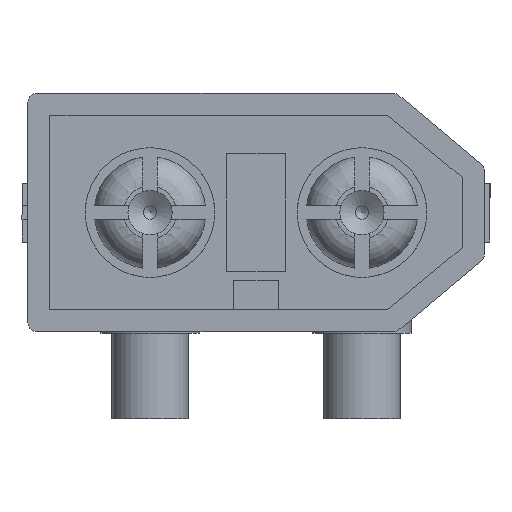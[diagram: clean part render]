
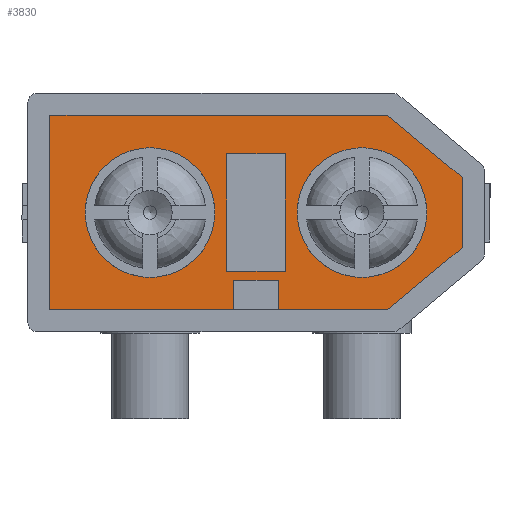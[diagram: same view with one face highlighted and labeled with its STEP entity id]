
A CAD part, front view. The second image highlights one B-rep face of the part: STEP entity #3830.
In plain terms, the highlighted face is planar.
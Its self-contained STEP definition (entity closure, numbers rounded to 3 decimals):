
#2457 = VERTEX_POINT('',#2458);
#2458 = CARTESIAN_POINT('',(-7.,-1.2,6.7));
#2466 = VERTEX_POINT('',#2467);
#2467 = CARTESIAN_POINT('',(-7.,1.2,6.7));
#2473 = EDGE_CURVE('',#2457,#2466,#2474,.T.);
#2474 = LINE('',#2475,#2476);
#2475 = CARTESIAN_POINT('',(-7.,-1.2,6.7));
#2476 = VECTOR('',#2477,1.);
#2477 = DIRECTION('',(0.,1.,0.));
#2488 = VERTEX_POINT('',#2489);
#2489 = CARTESIAN_POINT('',(-4.475,-3.3,6.7));
#2497 = EDGE_CURVE('',#2488,#2457,#2498,.T.);
#2498 = LINE('',#2499,#2500);
#2499 = CARTESIAN_POINT('',(-4.475,-3.3,6.7));
#2500 = VECTOR('',#2501,1.);
#2501 = DIRECTION('',(-0.769,0.639,0.));
#2512 = VERTEX_POINT('',#2513);
#2513 = CARTESIAN_POINT('',(7.,-3.3,6.7));
#2521 = EDGE_CURVE('',#2512,#2488,#2522,.T.);
#2522 = LINE('',#2523,#2524);
#2523 = CARTESIAN_POINT('',(7.,-3.3,6.7));
#2524 = VECTOR('',#2525,1.);
#2525 = DIRECTION('',(-1.,0.,0.));
#2536 = VERTEX_POINT('',#2537);
#2537 = CARTESIAN_POINT('',(7.,3.3,6.7));
#2545 = EDGE_CURVE('',#2536,#2512,#2546,.T.);
#2546 = LINE('',#2547,#2548);
#2547 = CARTESIAN_POINT('',(7.,3.3,6.7));
#2548 = VECTOR('',#2549,1.);
#2549 = DIRECTION('',(0.,-1.,0.));
#2559 = EDGE_CURVE('',#2560,#2562,#2564,.T.);
#2560 = VERTEX_POINT('',#2561);
#2561 = CARTESIAN_POINT('',(-4.475,3.3,6.7));
#2562 = VERTEX_POINT('',#2563);
#2563 = CARTESIAN_POINT('',(-0.75,3.3,6.7));
#2564 = LINE('',#2565,#2566);
#2565 = CARTESIAN_POINT('',(-4.475,3.3,6.7));
#2566 = VECTOR('',#2567,1.);
#2567 = DIRECTION('',(1.,0.,0.));
#2577 = EDGE_CURVE('',#2578,#2536,#2580,.T.);
#2578 = VERTEX_POINT('',#2579);
#2579 = CARTESIAN_POINT('',(0.75,3.3,6.7));
#2580 = LINE('',#2581,#2582);
#2581 = CARTESIAN_POINT('',(-4.475,3.3,6.7));
#2582 = VECTOR('',#2583,1.);
#2583 = DIRECTION('',(1.,0.,0.));
#2618 = EDGE_CURVE('',#2466,#2560,#2619,.T.);
#2619 = LINE('',#2620,#2621);
#2620 = CARTESIAN_POINT('',(-7.,1.2,6.7));
#2621 = VECTOR('',#2622,1.);
#2622 = DIRECTION('',(0.769,0.639,0.));
#3830 = ADVANCED_FACE('',(#3831,#3862,#3873,#3907),#3918,.T.);
#3831 = FACE_BOUND('',#3832,.T.);
#3832 = EDGE_LOOP('',(#3833,#3834,#3835,#3836,#3837,#3838,#3839,#3847,
    #3855,#3861));
#3833 = ORIENTED_EDGE('',*,*,#2618,.F.);
#3834 = ORIENTED_EDGE('',*,*,#2473,.F.);
#3835 = ORIENTED_EDGE('',*,*,#2497,.F.);
#3836 = ORIENTED_EDGE('',*,*,#2521,.F.);
#3837 = ORIENTED_EDGE('',*,*,#2545,.F.);
#3838 = ORIENTED_EDGE('',*,*,#2577,.F.);
#3839 = ORIENTED_EDGE('',*,*,#3840,.T.);
#3840 = EDGE_CURVE('',#2578,#3841,#3843,.T.);
#3841 = VERTEX_POINT('',#3842);
#3842 = CARTESIAN_POINT('',(0.75,2.3,6.7));
#3843 = LINE('',#3844,#3845);
#3844 = CARTESIAN_POINT('',(0.75,4.3,6.7));
#3845 = VECTOR('',#3846,1.);
#3846 = DIRECTION('',(0.,-1.,0.));
#3847 = ORIENTED_EDGE('',*,*,#3848,.T.);
#3848 = EDGE_CURVE('',#3841,#3849,#3851,.T.);
#3849 = VERTEX_POINT('',#3850);
#3850 = CARTESIAN_POINT('',(-0.75,2.3,6.7));
#3851 = LINE('',#3852,#3853);
#3852 = CARTESIAN_POINT('',(0.75,2.3,6.7));
#3853 = VECTOR('',#3854,1.);
#3854 = DIRECTION('',(-1.,0.,0.));
#3855 = ORIENTED_EDGE('',*,*,#3856,.F.);
#3856 = EDGE_CURVE('',#2562,#3849,#3857,.T.);
#3857 = LINE('',#3858,#3859);
#3858 = CARTESIAN_POINT('',(-0.75,4.3,6.7));
#3859 = VECTOR('',#3860,1.);
#3860 = DIRECTION('',(0.,-1.,0.));
#3861 = ORIENTED_EDGE('',*,*,#2559,.F.);
#3862 = FACE_BOUND('',#3863,.T.);
#3863 = EDGE_LOOP('',(#3864));
#3864 = ORIENTED_EDGE('',*,*,#3865,.F.);
#3865 = EDGE_CURVE('',#3866,#3866,#3868,.T.);
#3866 = VERTEX_POINT('',#3867);
#3867 = CARTESIAN_POINT('',(-3.374,0.,6.7));
#3868 = CIRCLE('',#3869,0.226);
#3869 = AXIS2_PLACEMENT_3D('',#3870,#3871,#3872);
#3870 = CARTESIAN_POINT('',(-3.6,0.,6.7));
#3871 = DIRECTION('',(0.,0.,1.));
#3872 = DIRECTION('',(1.,0.,0.));
#3873 = FACE_BOUND('',#3874,.T.);
#3874 = EDGE_LOOP('',(#3875,#3885,#3893,#3901));
#3875 = ORIENTED_EDGE('',*,*,#3876,.F.);
#3876 = EDGE_CURVE('',#3877,#3879,#3881,.T.);
#3877 = VERTEX_POINT('',#3878);
#3878 = CARTESIAN_POINT('',(1.,2.,6.7));
#3879 = VERTEX_POINT('',#3880);
#3880 = CARTESIAN_POINT('',(-1.,2.,6.7));
#3881 = LINE('',#3882,#3883);
#3882 = CARTESIAN_POINT('',(-0.231,2.,6.7));
#3883 = VECTOR('',#3884,1.);
#3884 = DIRECTION('',(-1.,0.,0.));
#3885 = ORIENTED_EDGE('',*,*,#3886,.F.);
#3886 = EDGE_CURVE('',#3887,#3877,#3889,.T.);
#3887 = VERTEX_POINT('',#3888);
#3888 = CARTESIAN_POINT('',(1.,-2.,6.7));
#3889 = LINE('',#3890,#3891);
#3890 = CARTESIAN_POINT('',(1.,1.,6.7));
#3891 = VECTOR('',#3892,1.);
#3892 = DIRECTION('',(0.,1.,0.));
#3893 = ORIENTED_EDGE('',*,*,#3894,.F.);
#3894 = EDGE_CURVE('',#3895,#3887,#3897,.T.);
#3895 = VERTEX_POINT('',#3896);
#3896 = CARTESIAN_POINT('',(-1.,-2.,6.7));
#3897 = LINE('',#3898,#3899);
#3898 = CARTESIAN_POINT('',(0.769,-2.,6.7));
#3899 = VECTOR('',#3900,1.);
#3900 = DIRECTION('',(1.,0.,0.));
#3901 = ORIENTED_EDGE('',*,*,#3902,.F.);
#3902 = EDGE_CURVE('',#3879,#3895,#3903,.T.);
#3903 = LINE('',#3904,#3905);
#3904 = CARTESIAN_POINT('',(-1.,-1.,6.7));
#3905 = VECTOR('',#3906,1.);
#3906 = DIRECTION('',(0.,-1.,0.));
#3907 = FACE_BOUND('',#3908,.T.);
#3908 = EDGE_LOOP('',(#3909));
#3909 = ORIENTED_EDGE('',*,*,#3910,.F.);
#3910 = EDGE_CURVE('',#3911,#3911,#3913,.T.);
#3911 = VERTEX_POINT('',#3912);
#3912 = CARTESIAN_POINT('',(3.826,0.,6.7));
#3913 = CIRCLE('',#3914,0.226);
#3914 = AXIS2_PLACEMENT_3D('',#3915,#3916,#3917);
#3915 = CARTESIAN_POINT('',(3.6,0.,6.7));
#3916 = DIRECTION('',(0.,0.,1.));
#3917 = DIRECTION('',(1.,0.,0.));
#3918 = PLANE('',#3919);
#3919 = AXIS2_PLACEMENT_3D('',#3920,#3921,#3922);
#3920 = CARTESIAN_POINT('',(0.537,0.,6.7));
#3921 = DIRECTION('',(0.,0.,1.));
#3922 = DIRECTION('',(1.,0.,0.));
